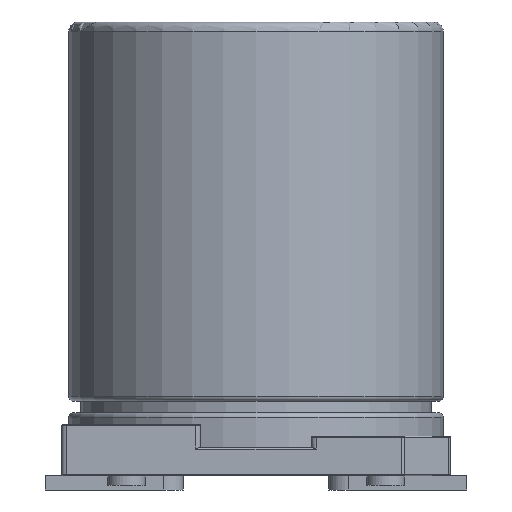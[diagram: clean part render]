
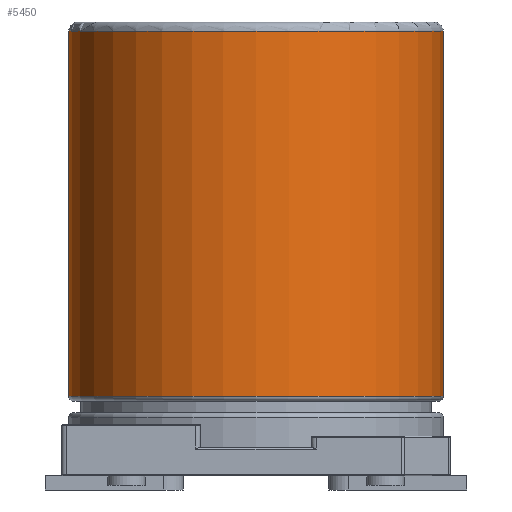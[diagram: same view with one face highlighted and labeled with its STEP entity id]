
A CAD part, front view. The second image highlights one B-rep face of the part: STEP entity #5450.
In plain terms, the highlighted cylindrical face has radius 4 mm (diameter 8 mm), a full revolution.
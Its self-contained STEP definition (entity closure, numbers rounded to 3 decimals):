
#964=LINE('',#11081,#1318);
#1318=VECTOR('',#6659,4.);
#1368=CYLINDRICAL_SURFACE('',#5742,4.);
#1668=FACE_OUTER_BOUND('',#1984,.T.);
#1984=EDGE_LOOP('',(#5101,#5102,#5103,#5104,#5105,#5106));
#2120=CIRCLE('',#5739,4.);
#2121=CIRCLE('',#5740,4.);
#2123=CIRCLE('',#5743,4.);
#2124=CIRCLE('',#5744,4.);
#2657=VERTEX_POINT('',#11071);
#2658=VERTEX_POINT('',#11072);
#2659=VERTEX_POINT('',#11077);
#2660=VERTEX_POINT('',#11078);
#3475=EDGE_CURVE('',#2657,#2658,#2120,.T.);
#3476=EDGE_CURVE('',#2658,#2657,#2121,.T.);
#3478=EDGE_CURVE('',#2659,#2660,#2123,.T.);
#3479=EDGE_CURVE('',#2660,#2659,#2124,.T.);
#3480=EDGE_CURVE('',#2660,#2658,#964,.T.);
#5101=ORIENTED_EDGE('',*,*,#3478,.F.);
#5102=ORIENTED_EDGE('',*,*,#3479,.F.);
#5103=ORIENTED_EDGE('',*,*,#3480,.T.);
#5104=ORIENTED_EDGE('',*,*,#3476,.T.);
#5105=ORIENTED_EDGE('',*,*,#3475,.T.);
#5106=ORIENTED_EDGE('',*,*,#3480,.F.);
#5450=ADVANCED_FACE('',(#1668),#1368,.T.);
#5739=AXIS2_PLACEMENT_3D('',#11073,#6647,#6648);
#5740=AXIS2_PLACEMENT_3D('',#11074,#6649,#6650);
#5742=AXIS2_PLACEMENT_3D('',#11076,#6653,#6654);
#5743=AXIS2_PLACEMENT_3D('',#11079,#6655,#6656);
#5744=AXIS2_PLACEMENT_3D('',#11080,#6657,#6658);
#6647=DIRECTION('center_axis',(0.,0.,1.));
#6648=DIRECTION('ref_axis',(1.,0.,0.));
#6649=DIRECTION('center_axis',(0.,0.,1.));
#6650=DIRECTION('ref_axis',(1.,0.,0.));
#6653=DIRECTION('center_axis',(0.,0.,1.));
#6654=DIRECTION('ref_axis',(1.,0.,0.));
#6655=DIRECTION('center_axis',(0.,0.,1.));
#6656=DIRECTION('ref_axis',(1.,0.,0.));
#6657=DIRECTION('center_axis',(0.,0.,1.));
#6658=DIRECTION('ref_axis',(1.,0.,0.));
#6659=DIRECTION('',(0.,0.,-1.));
#11071=CARTESIAN_POINT('',(4.,0.,2.));
#11072=CARTESIAN_POINT('',(-4.,0.,2.));
#11073=CARTESIAN_POINT('Origin',(0.,0.,2.));
#11074=CARTESIAN_POINT('Origin',(0.,0.,2.));
#11076=CARTESIAN_POINT('Origin',(0.,0.,5.9));
#11077=CARTESIAN_POINT('',(4.,0.,9.8));
#11078=CARTESIAN_POINT('',(-4.,0.,9.8));
#11079=CARTESIAN_POINT('Origin',(0.,0.,9.8));
#11080=CARTESIAN_POINT('Origin',(0.,0.,9.8));
#11081=CARTESIAN_POINT('',(-4.,0.,5.9));
